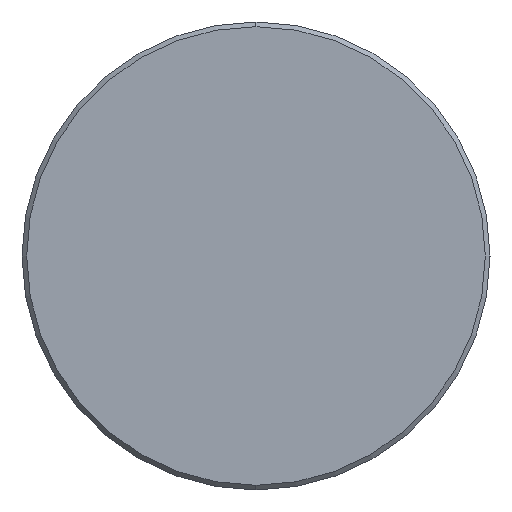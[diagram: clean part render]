
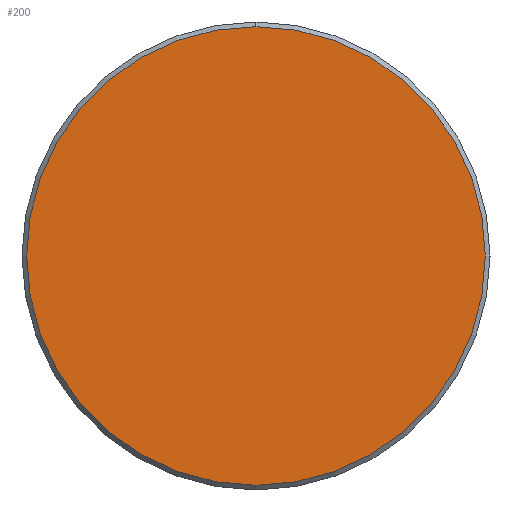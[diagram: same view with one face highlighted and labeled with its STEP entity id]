
A CAD part, left-side view. The second image highlights one B-rep face of the part: STEP entity #200.
In plain terms, the highlighted planar face has unit normal (-1, 0, 0).
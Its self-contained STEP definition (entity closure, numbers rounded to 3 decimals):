
#50 = AXIS2_PLACEMENT_3D ( 'NONE', #411, #477, #407 ) ;
#71 = EDGE_LOOP ( 'NONE', ( #472, #456 ) ) ;
#93 = EDGE_CURVE ( 'NONE', #301, #459, #434, .T. ) ;
#107 = CARTESIAN_POINT ( 'NONE',  ( 0., 0., -14.7 ) ) ;
#125 = DIRECTION ( 'NONE',  ( -1., 0., 0. ) ) ;
#149 = EDGE_CURVE ( 'NONE', #459, #301, #345, .T. ) ;
#200 = ADVANCED_FACE ( 'NONE', ( #310 ), #218, .F. ) ;
#205 = DIRECTION ( 'NONE',  ( -1., 0., 0. ) ) ;
#218 = PLANE ( 'NONE',  #50 ) ;
#240 = DIRECTION ( 'NONE',  ( 0., 0., 1. ) ) ;
#282 = CARTESIAN_POINT ( 'NONE',  ( 0., 0., 0. ) ) ;
#284 = AXIS2_PLACEMENT_3D ( 'NONE', #462, #125, #240 ) ;
#301 = VERTEX_POINT ( 'NONE', #322 ) ;
#310 = FACE_OUTER_BOUND ( 'NONE', #71, .T. ) ;
#319 = DIRECTION ( 'NONE',  ( 0., 0., 1. ) ) ;
#322 = CARTESIAN_POINT ( 'NONE',  ( 0., 0., 14.7 ) ) ;
#345 = CIRCLE ( 'NONE', #375, 14.7 ) ;
#375 = AXIS2_PLACEMENT_3D ( 'NONE', #282, #205, #319 ) ;
#407 = DIRECTION ( 'NONE',  ( 0., 0., -1. ) ) ;
#411 = CARTESIAN_POINT ( 'NONE',  ( 0., 14.7, 0. ) ) ;
#434 = CIRCLE ( 'NONE', #284, 14.7 ) ;
#456 = ORIENTED_EDGE ( 'NONE', *, *, #93, .T. ) ;
#459 = VERTEX_POINT ( 'NONE', #107 ) ;
#462 = CARTESIAN_POINT ( 'NONE',  ( 0., 0., 0. ) ) ;
#472 = ORIENTED_EDGE ( 'NONE', *, *, #149, .T. ) ;
#477 = DIRECTION ( 'NONE',  ( 1., 0., 0. ) ) ;
